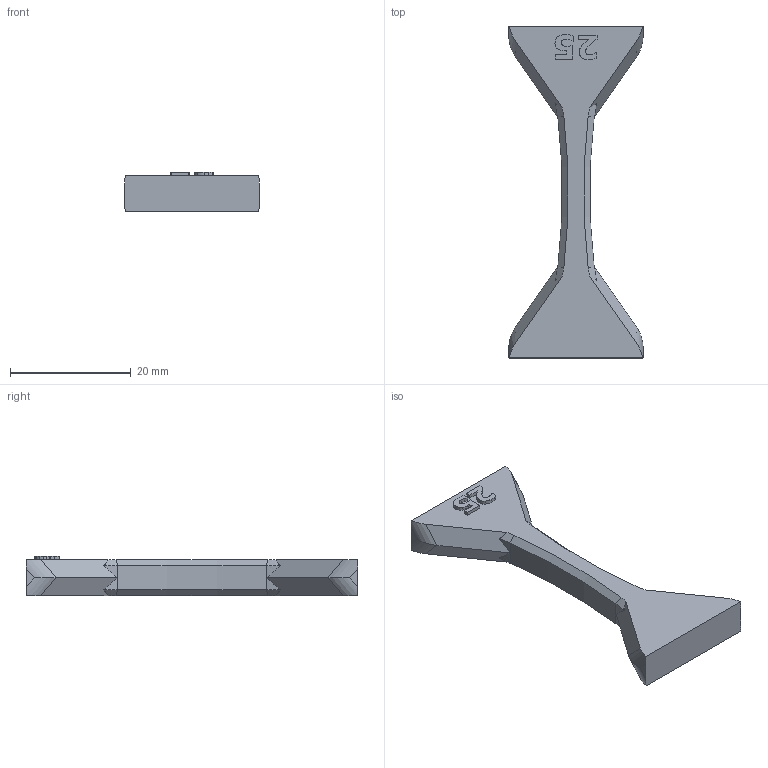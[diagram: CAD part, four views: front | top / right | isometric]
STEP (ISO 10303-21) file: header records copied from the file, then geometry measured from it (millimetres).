
FILE_DESCRIPTION(/* description */ (''),/* implementation_level */ '2;1');
FILE_NAME(/* name */ 'Tester XY 25mm2.step',/* time_stamp */ '2025-08-19T17:02:54-06:00',/* author */ (''),/* organization */ (''),/* preprocessor_version */ 'ST-DEVELOPER v20.1',/* originating_system */ 'Autodesk Translation Framework v14.10.0.0',/* authorisation */ '');
FILE_SCHEMA (('AUTOMOTIVE_DESIGN { 1 0 10303 214 3 1 1 }'));
Length unit declared in the file: millimetre
Products named in the file (1): Tester XY 25mm2
Bounding box: 22.32 x 55 x 6.6 mm (x, y, z)
Volume: 3331.8 mm3; surface area: 2054.9 mm2
Topology: 1 solids, 1 shells, 141 faces, 377 edges, 242 vertices
Faces by surface type: plane 55, bspline 40, cylinder 26, cone 20
Entity records: 4760 total; most frequent: CARTESIAN_POINT 1497, ORIENTED_EDGE 754, DIRECTION 545, EDGE_CURVE 377, VERTEX_POINT 242, LINE 205, VECTOR 205, AXIS2_PLACEMENT_3D 170
